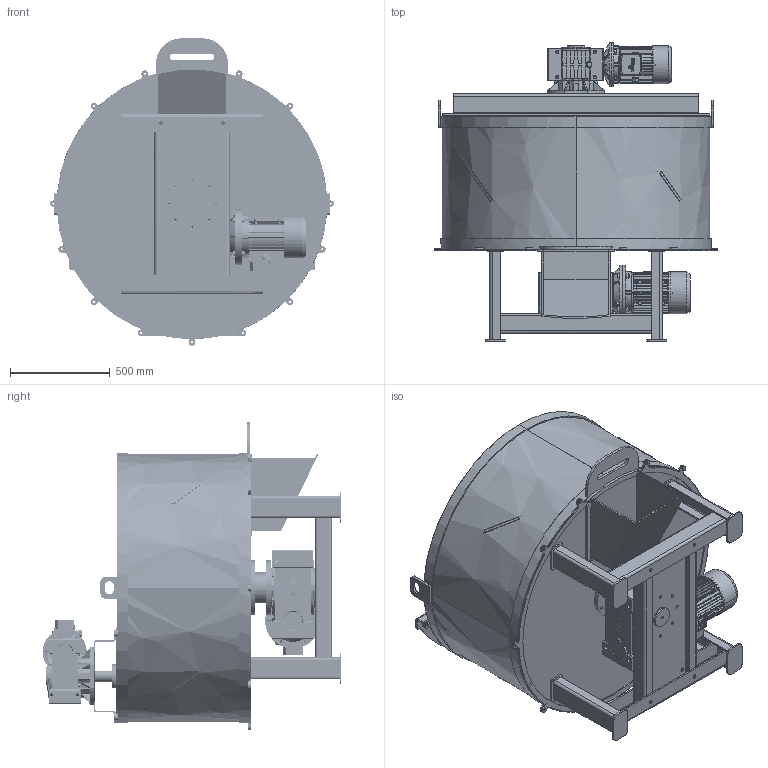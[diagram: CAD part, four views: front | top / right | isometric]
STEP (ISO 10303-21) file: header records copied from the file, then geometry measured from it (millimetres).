
FILE_DESCRIPTION(('FreeCAD Model'),'2;1');
FILE_NAME('Open CASCADE Shape Model','2025-05-02T00:58:59',('FreeCAD'),( 'FreeCAD'),'Open CASCADE STEP processor 7.6','FreeCAD','Unknown');
FILE_SCHEMA(('AUTOMOTIVE_DESIGN { 1 0 10303 214 1 1 1 1 }'));
Products named in the file (1): Open CASCADE STEP translator 7.6 1
Bounding box: 1425.66 x 1502.27 x 1544.28 mm (x, y, z)
Volume: 157524659.2 mm3; surface area: 23993461.9 mm2
Topology: 115 solids, 115 shells, 7573 faces, 20284 edges, 13227 vertices
Faces by surface type: bspline 7573
Entity records: 227744 total; most frequent: CARTESIAN_POINT 112347, ORIENTED_EDGE 40424, EDGE_CURVE 20212, VERTEX_POINT 13227, B_SPLINE_CURVE_WITH_KNOTS 13038, FACE_BOUND 8307, EDGE_LOOP 8307, ADVANCED_FACE 7573
